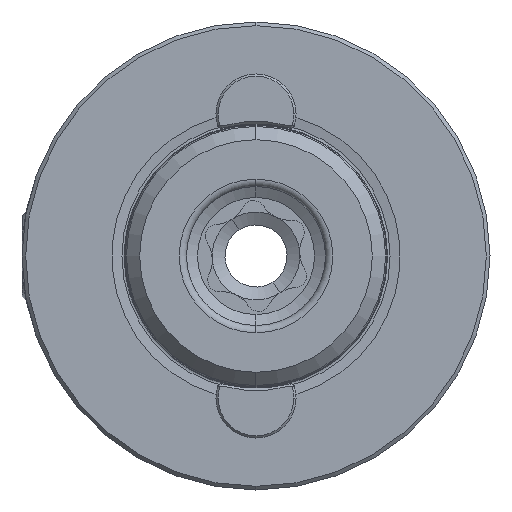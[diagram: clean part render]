
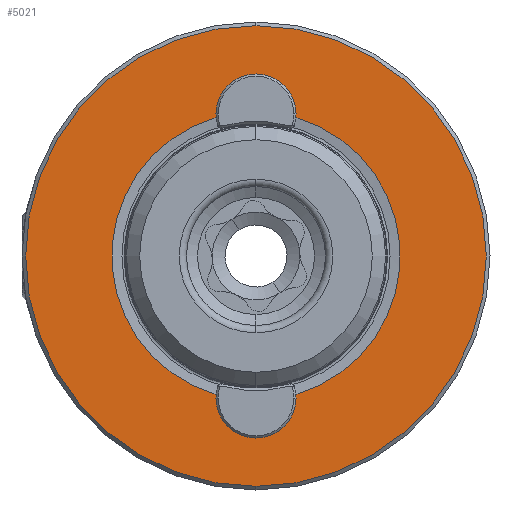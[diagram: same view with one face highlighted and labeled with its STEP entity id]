
A CAD part, left-side view. The second image highlights one B-rep face of the part: STEP entity #5021.
In plain terms, the highlighted planar face has unit normal (-1, 0, 0).
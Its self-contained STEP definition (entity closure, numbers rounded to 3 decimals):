
#260 = VERTEX_POINT ( 'NONE', #2838 ) ;
#268 = AXIS2_PLACEMENT_3D ( 'NONE', #5740, #5726, #5705 ) ;
#385 = CARTESIAN_POINT ( 'NONE',  ( 0., -2.305, 19.58 ) ) ;
#399 = AXIS2_PLACEMENT_3D ( 'NONE', #2114, #2089, #2055 ) ;
#420 = VERTEX_POINT ( 'NONE', #2326 ) ;
#423 = ORIENTED_EDGE ( 'NONE', *, *, #1695, .F. ) ;
#678 = PLANE ( 'NONE',  #5474 ) ;
#788 = VERTEX_POINT ( 'NONE', #3309 ) ;
#868 = EDGE_CURVE ( 'NONE', #1605, #4168, #3061, .T. ) ;
#1052 = ORIENTED_EDGE ( 'NONE', *, *, #868, .F. ) ;
#1151 = EDGE_CURVE ( 'NONE', #788, #1605, #1243, .T. ) ;
#1216 = VERTEX_POINT ( 'NONE', #3701 ) ;
#1243 = CIRCLE ( 'NONE', #3235, 19.715 ) ;
#1385 = EDGE_LOOP ( 'NONE', ( #6665, #423 ) ) ;
#1512 = EDGE_CURVE ( 'NONE', #260, #788, #1811, .T. ) ;
#1605 = VERTEX_POINT ( 'NONE', #4948 ) ;
#1613 = CIRCLE ( 'NONE', #6104, 31.5 ) ;
#1694 = ORIENTED_EDGE ( 'NONE', *, *, #1151, .F. ) ;
#1695 = EDGE_CURVE ( 'NONE', #1216, #420, #3555, .T. ) ;
#1811 = CIRCLE ( 'NONE', #268, 3. ) ;
#2055 = DIRECTION ( 'NONE',  ( 0., 0., 1. ) ) ;
#2089 = DIRECTION ( 'NONE',  ( -1., 0., 0. ) ) ;
#2114 = CARTESIAN_POINT ( 'NONE',  ( 0., 0., 21.5 ) ) ;
#2326 = CARTESIAN_POINT ( 'NONE',  ( 0., 0., -31.5 ) ) ;
#2459 = DIRECTION ( 'NONE',  ( 0., 0., 1. ) ) ;
#2477 = DIRECTION ( 'NONE',  ( -1., 0., 0. ) ) ;
#2481 = CARTESIAN_POINT ( 'NONE',  ( 0., 0., -21.5 ) ) ;
#2505 = ORIENTED_EDGE ( 'NONE', *, *, #7190, .F. ) ;
#2810 = EDGE_CURVE ( 'NONE', #4168, #4516, #7232, .T. ) ;
#2838 = CARTESIAN_POINT ( 'NONE',  ( 0., 0., 24.5 ) ) ;
#3046 = DIRECTION ( 'NONE',  ( 0., 0., 1. ) ) ;
#3061 = CIRCLE ( 'NONE', #7109, 3. ) ;
#3075 = DIRECTION ( 'NONE',  ( -1., 0., 0. ) ) ;
#3143 = FACE_BOUND ( 'NONE', #6482, .T. ) ;
#3166 = CARTESIAN_POINT ( 'NONE',  ( 0., 0., 0. ) ) ;
#3235 = AXIS2_PLACEMENT_3D ( 'NONE', #5317, #5193, #5267 ) ;
#3309 = CARTESIAN_POINT ( 'NONE',  ( 0., 2.305, 19.58 ) ) ;
#3456 = CARTESIAN_POINT ( 'NONE',  ( 0., 0., -24.5 ) ) ;
#3555 = CIRCLE ( 'NONE', #5940, 31.5 ) ;
#3701 = CARTESIAN_POINT ( 'NONE',  ( 0., 0., 31.5 ) ) ;
#3733 = VERTEX_POINT ( 'NONE', #385 ) ;
#3872 = CARTESIAN_POINT ( 'NONE',  ( 0., -2.305, -19.58 ) ) ;
#4168 = VERTEX_POINT ( 'NONE', #3456 ) ;
#4285 = ORIENTED_EDGE ( 'NONE', *, *, #1512, .F. ) ;
#4326 = DIRECTION ( 'NONE',  ( 0., 0., -1. ) ) ;
#4334 = DIRECTION ( 'NONE',  ( 1., 0., 0. ) ) ;
#4343 = CARTESIAN_POINT ( 'NONE',  ( 0., 0., 0. ) ) ;
#4516 = VERTEX_POINT ( 'NONE', #3872 ) ;
#4874 = ORIENTED_EDGE ( 'NONE', *, *, #7177, .F. ) ;
#4948 = CARTESIAN_POINT ( 'NONE',  ( 0., 2.305, -19.58 ) ) ;
#5021 = ADVANCED_FACE ( 'NONE', ( #3143, #5924 ), #678, .F. ) ;
#5193 = DIRECTION ( 'NONE',  ( -1., 0., 0. ) ) ;
#5267 = DIRECTION ( 'NONE',  ( 0., 0., 1. ) ) ;
#5317 = CARTESIAN_POINT ( 'NONE',  ( 0., 0., 0. ) ) ;
#5431 = DIRECTION ( 'NONE',  ( 0., 0., -1. ) ) ;
#5433 = DIRECTION ( 'NONE',  ( 1., 0., 0. ) ) ;
#5458 = CARTESIAN_POINT ( 'NONE',  ( 0., 0., 0. ) ) ;
#5474 = AXIS2_PLACEMENT_3D ( 'NONE', #7019, #7255, #7163 ) ;
#5705 = DIRECTION ( 'NONE',  ( 0., 0., 1. ) ) ;
#5726 = DIRECTION ( 'NONE',  ( -1., 0., 0. ) ) ;
#5740 = CARTESIAN_POINT ( 'NONE',  ( 0., 0., 21.5 ) ) ;
#5924 = FACE_OUTER_BOUND ( 'NONE', #1385, .T. ) ;
#5940 = AXIS2_PLACEMENT_3D ( 'NONE', #4343, #4334, #4326 ) ;
#6050 = CARTESIAN_POINT ( 'NONE',  ( 0., 0., -21.5 ) ) ;
#6055 = DIRECTION ( 'NONE',  ( -1., 0., 0. ) ) ;
#6064 = DIRECTION ( 'NONE',  ( 0., 0., 1. ) ) ;
#6104 = AXIS2_PLACEMENT_3D ( 'NONE', #5458, #5433, #5431 ) ;
#6211 = CIRCLE ( 'NONE', #7229, 19.715 ) ;
#6385 = CIRCLE ( 'NONE', #399, 3. ) ;
#6482 = EDGE_LOOP ( 'NONE', ( #2505, #4874, #7250, #1052, #1694, #4285 ) ) ;
#6579 = EDGE_CURVE ( 'NONE', #420, #1216, #1613, .T. ) ;
#6665 = ORIENTED_EDGE ( 'NONE', *, *, #6579, .F. ) ;
#7019 = CARTESIAN_POINT ( 'NONE',  ( 0., 0., -19.715 ) ) ;
#7109 = AXIS2_PLACEMENT_3D ( 'NONE', #2481, #2477, #2459 ) ;
#7163 = DIRECTION ( 'NONE',  ( 0., 0., -1. ) ) ;
#7177 = EDGE_CURVE ( 'NONE', #4516, #3733, #6211, .T. ) ;
#7190 = EDGE_CURVE ( 'NONE', #3733, #260, #6385, .T. ) ;
#7229 = AXIS2_PLACEMENT_3D ( 'NONE', #3166, #3075, #3046 ) ;
#7231 = AXIS2_PLACEMENT_3D ( 'NONE', #6050, #6055, #6064 ) ;
#7232 = CIRCLE ( 'NONE', #7231, 3. ) ;
#7250 = ORIENTED_EDGE ( 'NONE', *, *, #2810, .F. ) ;
#7255 = DIRECTION ( 'NONE',  ( 1., 0., 0. ) ) ;
